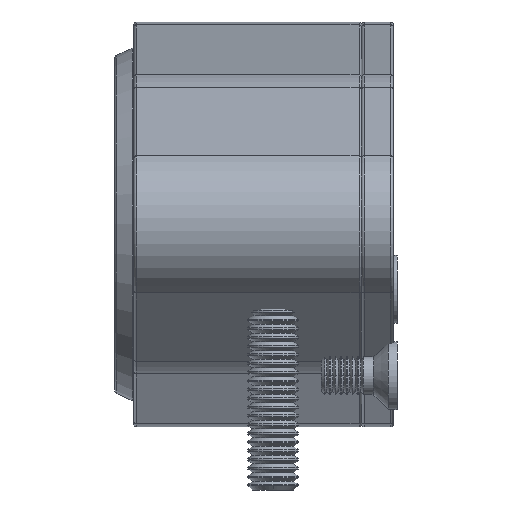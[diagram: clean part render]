
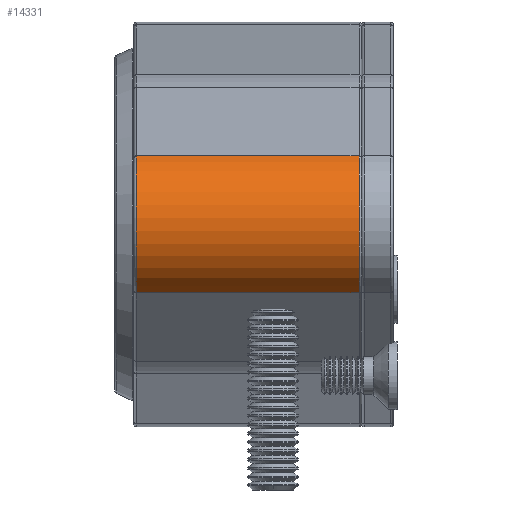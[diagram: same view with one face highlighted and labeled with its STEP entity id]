
A CAD part, left-side view. The second image highlights one B-rep face of the part: STEP entity #14331.
In plain terms, the highlighted cylindrical face has radius 6 mm (diameter 12 mm), a partial arc.
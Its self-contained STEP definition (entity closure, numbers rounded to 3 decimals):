
#103 = CARTESIAN_POINT ( 'NONE',  ( 37.5, 0.2, 0. ) ) ;
#302 = EDGE_CURVE ( 'NONE', #3331, #17966, #9764, .T. ) ;
#867 = CYLINDRICAL_SURFACE ( 'NONE', #9705, 6. ) ;
#1008 = AXIS2_PLACEMENT_3D ( 'NONE', #103, #5704, #8550 ) ;
#1180 = CARTESIAN_POINT ( 'NONE',  ( 37.5, 17.8, 0. ) ) ;
#1212 = FACE_OUTER_BOUND ( 'NONE', #16438, .T. ) ;
#3323 = VERTEX_POINT ( 'NONE', #5092 ) ;
#3331 = VERTEX_POINT ( 'NONE', #3775 ) ;
#3775 = CARTESIAN_POINT ( 'NONE',  ( 40.071, 17.8, -5.421 ) ) ;
#3996 = DIRECTION ( 'NONE',  ( 0., -1., 0. ) ) ;
#4345 = CIRCLE ( 'NONE', #1008, 6. ) ;
#4589 = CARTESIAN_POINT ( 'NONE',  ( 40.071, 0.2, 5.421 ) ) ;
#4753 = CARTESIAN_POINT ( 'NONE',  ( 40.071, 17.8, 5.421 ) ) ;
#4763 = DIRECTION ( 'NONE',  ( 0., -1., 0. ) ) ;
#5092 = CARTESIAN_POINT ( 'NONE',  ( 40.071, 0.2, -5.421 ) ) ;
#5704 = DIRECTION ( 'NONE',  ( 0., 1., 0. ) ) ;
#6456 = ORIENTED_EDGE ( 'NONE', *, *, #10120, .T. ) ;
#6652 = CARTESIAN_POINT ( 'NONE',  ( 37.5, 18., 0. ) ) ;
#7161 = DIRECTION ( 'NONE',  ( 0., -1., 0. ) ) ;
#7640 = AXIS2_PLACEMENT_3D ( 'NONE', #1180, #7161, #8565 ) ;
#7757 = VERTEX_POINT ( 'NONE', #4589 ) ;
#8081 = LINE ( 'NONE', #17810, #10058 ) ;
#8130 = EDGE_CURVE ( 'NONE', #7757, #3323, #4345, .T. ) ;
#8550 = DIRECTION ( 'NONE',  ( 0., 0., -1. ) ) ;
#8565 = DIRECTION ( 'NONE',  ( 0., 0., -1. ) ) ;
#9580 = LINE ( 'NONE', #14041, #12767 ) ;
#9705 = AXIS2_PLACEMENT_3D ( 'NONE', #6652, #12427, #12783 ) ;
#9746 = EDGE_CURVE ( 'NONE', #3331, #3323, #9580, .T. ) ;
#9764 = CIRCLE ( 'NONE', #7640, 6. ) ;
#10058 = VECTOR ( 'NONE', #4763, 1000. ) ;
#10120 = EDGE_CURVE ( 'NONE', #17966, #7757, #8081, .T. ) ;
#12427 = DIRECTION ( 'NONE',  ( 0., -1., 0. ) ) ;
#12767 = VECTOR ( 'NONE', #3996, 1000. ) ;
#12783 = DIRECTION ( 'NONE',  ( 0., 0., -1. ) ) ;
#14041 = CARTESIAN_POINT ( 'NONE',  ( 40.071, 18., -5.421 ) ) ;
#14331 = ADVANCED_FACE ( 'NONE', ( #1212 ), #867, .T. ) ;
#14712 = ORIENTED_EDGE ( 'NONE', *, *, #8130, .T. ) ;
#16438 = EDGE_LOOP ( 'NONE', ( #6456, #14712, #16557, #16627 ) ) ;
#16557 = ORIENTED_EDGE ( 'NONE', *, *, #9746, .F. ) ;
#16627 = ORIENTED_EDGE ( 'NONE', *, *, #302, .T. ) ;
#17810 = CARTESIAN_POINT ( 'NONE',  ( 40.071, 18., 5.421 ) ) ;
#17966 = VERTEX_POINT ( 'NONE', #4753 ) ;
